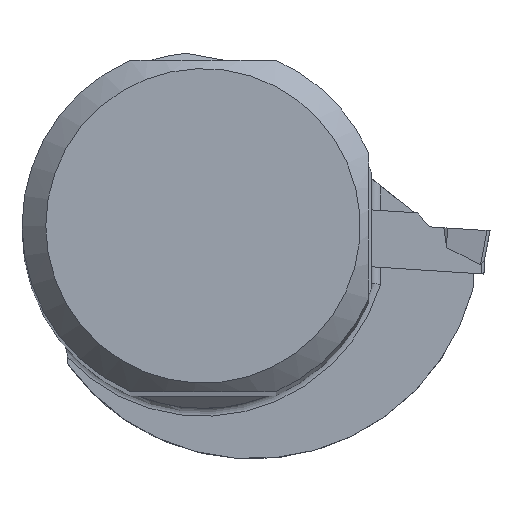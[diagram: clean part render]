
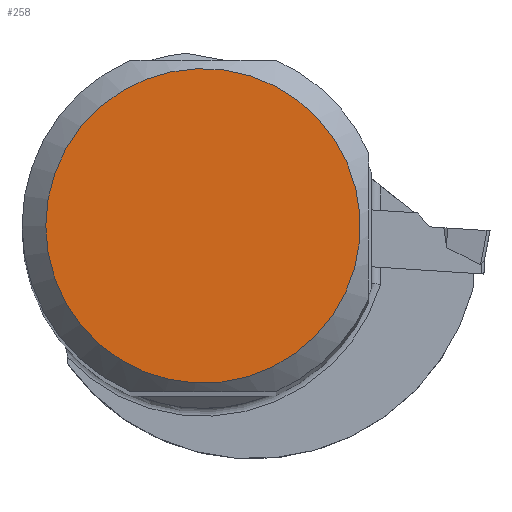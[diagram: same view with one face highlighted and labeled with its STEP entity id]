
A CAD part, top view. The second image highlights one B-rep face of the part: STEP entity #258.
In plain terms, the highlighted planar face has unit normal (0, 0, 1).
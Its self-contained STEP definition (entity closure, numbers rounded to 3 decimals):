
#173=FACE_OUTER_BOUND('',#468,.T.);
#258=ADVANCED_FACE('TB_BL_N10_SU6',(#173),#334,.T.);
#334=PLANE('',#1865);
#380=CIRCLE('',#1860,16.55);
#468=EDGE_LOOP('',(#1002));
#1002=ORIENTED_EDGE('',*,*,#1574,.T.);
#1384=VERTEX_POINT('',#2805);
#1574=EDGE_CURVE('',#1384,#1384,#380,.T.);
#1860=AXIS2_PLACEMENT_3D('',#2804,#2154,#2155);
#1865=AXIS2_PLACEMENT_3D('',#2886,#2164,#2165);
#2154=DIRECTION('',(0.,0.,1.));
#2155=DIRECTION('',(-1.,0.,0.));
#2164=DIRECTION('',(0.,0.,1.));
#2165=DIRECTION('',(-1.,0.,0.));
#2804=CARTESIAN_POINT('',(0.,0.,0.));
#2805=CARTESIAN_POINT('',(-16.55,0.,0.));
#2886=CARTESIAN_POINT('',(0.,0.,0.));
